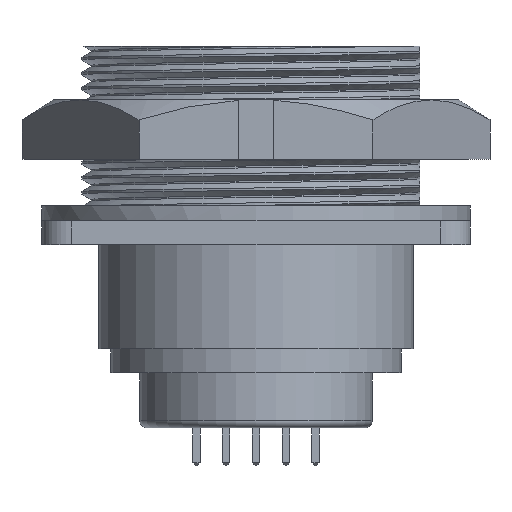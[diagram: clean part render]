
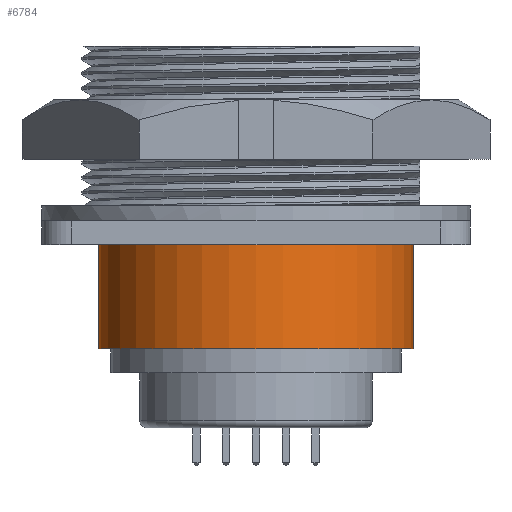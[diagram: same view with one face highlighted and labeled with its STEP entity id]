
A CAD part, front view. The second image highlights one B-rep face of the part: STEP entity #6784.
In plain terms, the highlighted cylindrical face has radius 13.386 mm (diameter 26.772 mm), a partial arc.
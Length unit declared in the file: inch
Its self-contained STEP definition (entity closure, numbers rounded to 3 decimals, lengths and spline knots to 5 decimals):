
#226 = DIRECTION ( 'NONE',  ( 0., 0., -1. ) ) ;
#647 = CYLINDRICAL_SURFACE ( 'NONE', #17044, 0.527 ) ;
#1390 = AXIS2_PLACEMENT_3D ( 'NONE', #11559, #226, #13475 ) ;
#3225 = ORIENTED_EDGE ( 'NONE', *, *, #22793, .F. ) ;
#3354 = CARTESIAN_POINT ( 'NONE',  ( -0.527, 0., -0.3499 ) ) ;
#4057 = DIRECTION ( 'NONE',  ( 0., 0., 1. ) ) ;
#4244 = VERTEX_POINT ( 'NONE', #3354 ) ;
#4951 = DIRECTION ( 'NONE',  ( 1., 0., 0. ) ) ;
#5299 = AXIS2_PLACEMENT_3D ( 'NONE', #10314, #23528, #12259 ) ;
#5485 = EDGE_CURVE ( 'NONE', #5591, #18003, #14019, .T. ) ;
#5591 = VERTEX_POINT ( 'NONE', #23078 ) ;
#6246 = ORIENTED_EDGE ( 'NONE', *, *, #20003, .F. ) ;
#6784 = ADVANCED_FACE ( 'NONE', ( #11293 ), #647, .T. ) ;
#7694 = VERTEX_POINT ( 'NONE', #18343 ) ;
#8143 = CIRCLE ( 'NONE', #5299, 0.527 ) ;
#10314 = CARTESIAN_POINT ( 'NONE',  ( 0., 0., -0.3499 ) ) ;
#10594 = CARTESIAN_POINT ( 'NONE',  ( 0., 0., -0.4299 ) ) ;
#10723 = ORIENTED_EDGE ( 'NONE', *, *, #5485, .T. ) ;
#11293 = FACE_OUTER_BOUND ( 'NONE', #21545, .T. ) ;
#11358 = DIRECTION ( 'NONE',  ( 0., 0., 1. ) ) ;
#11559 = CARTESIAN_POINT ( 'NONE',  ( 0., 0., 0. ) ) ;
#12259 = DIRECTION ( 'NONE',  ( -1., 0., 0. ) ) ;
#13351 = CARTESIAN_POINT ( 'NONE',  ( -0.527, 0., -0.4299 ) ) ;
#13475 = DIRECTION ( 'NONE',  ( -1., 0., 0. ) ) ;
#14019 = LINE ( 'NONE', #20643, #18411 ) ;
#16226 = CARTESIAN_POINT ( 'NONE',  ( 0.527, 0., 0. ) ) ;
#16309 = DIRECTION ( 'NONE',  ( 0., 0., 1. ) ) ;
#17044 = AXIS2_PLACEMENT_3D ( 'NONE', #10594, #16309, #4951 ) ;
#17697 = ORIENTED_EDGE ( 'NONE', *, *, #23390, .T. ) ;
#18003 = VERTEX_POINT ( 'NONE', #16226 ) ;
#18278 = VECTOR ( 'NONE', #4057, 39.37008 ) ;
#18343 = CARTESIAN_POINT ( 'NONE',  ( -0.527, 0., 0. ) ) ;
#18411 = VECTOR ( 'NONE', #11358, 39.37008 ) ;
#20003 = EDGE_CURVE ( 'NONE', #4244, #7694, #23304, .T. ) ;
#20643 = CARTESIAN_POINT ( 'NONE',  ( 0.527, 0., -0.4299 ) ) ;
#21105 = CIRCLE ( 'NONE', #1390, 0.527 ) ;
#21545 = EDGE_LOOP ( 'NONE', ( #6246, #3225, #10723, #17697 ) ) ;
#22793 = EDGE_CURVE ( 'NONE', #5591, #4244, #8143, .T. ) ;
#23078 = CARTESIAN_POINT ( 'NONE',  ( 0.527, 0., -0.3499 ) ) ;
#23304 = LINE ( 'NONE', #13351, #18278 ) ;
#23390 = EDGE_CURVE ( 'NONE', #18003, #7694, #21105, .T. ) ;
#23528 = DIRECTION ( 'NONE',  ( 0., 0., -1. ) ) ;
